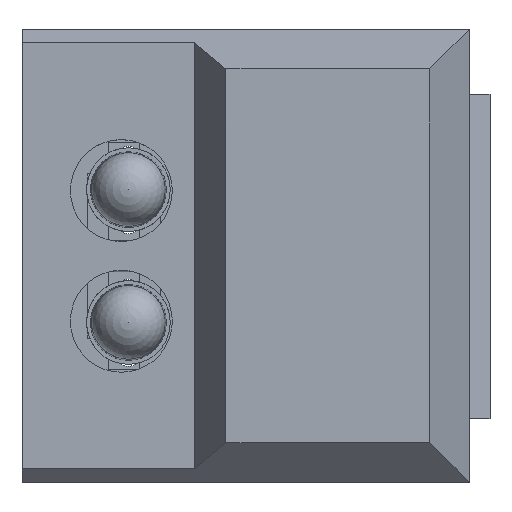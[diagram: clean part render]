
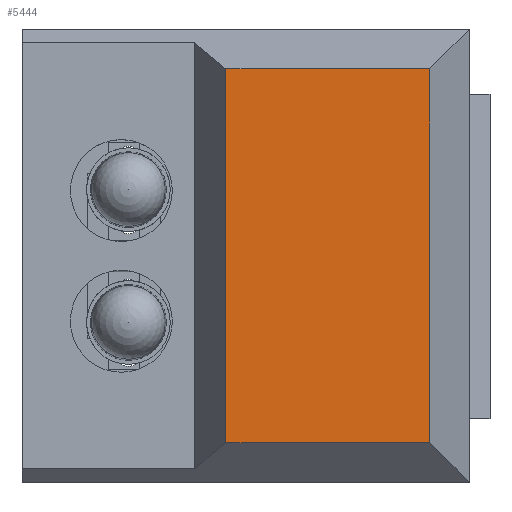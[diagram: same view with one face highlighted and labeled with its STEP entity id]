
A CAD part, top view. The second image highlights one B-rep face of the part: STEP entity #5444.
In plain terms, the highlighted planar face has unit normal (0, 0, 1).
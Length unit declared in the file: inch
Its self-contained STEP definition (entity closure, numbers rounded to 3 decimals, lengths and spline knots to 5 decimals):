
#253=FACE_OUTER_BOUND('',#548,.T.);
#548=EDGE_LOOP('',(#3883,#3884,#3885,#3886));
#989=LINE('',#7908,#1692);
#1001=LINE('',#7930,#1704);
#1002=LINE('',#7933,#1705);
#1003=LINE('',#7934,#1706);
#1692=VECTOR('',#6375,0.3937);
#1704=VECTOR('',#6395,0.3937);
#1705=VECTOR('',#6398,0.3937);
#1706=VECTOR('',#6399,0.3937);
#2347=VERTEX_POINT('',#7905);
#2348=VERTEX_POINT('',#7907);
#2354=VERTEX_POINT('',#7928);
#2355=VERTEX_POINT('',#7932);
#2923=EDGE_CURVE('',#2347,#2348,#989,.T.);
#2935=EDGE_CURVE('',#2354,#2347,#1001,.T.);
#2936=EDGE_CURVE('',#2355,#2354,#1002,.T.);
#2937=EDGE_CURVE('',#2348,#2355,#1003,.T.);
#3883=ORIENTED_EDGE('',*,*,#2923,.F.);
#3884=ORIENTED_EDGE('',*,*,#2935,.F.);
#3885=ORIENTED_EDGE('',*,*,#2936,.F.);
#3886=ORIENTED_EDGE('',*,*,#2937,.F.);
#5191=PLANE('',#5762);
#5444=ADVANCED_FACE('',(#253),#5191,.T.);
#5762=AXIS2_PLACEMENT_3D('',#7931,#6396,#6397);
#6375=DIRECTION('',(-1.,0.,0.));
#6395=DIRECTION('',(0.,-1.,0.));
#6396=DIRECTION('center_axis',(0.,0.,
1.));
#6397=DIRECTION('ref_axis',(0.,1.,0.));
#6398=DIRECTION('',(1.,0.,0.));
#6399=DIRECTION('',(0.,1.,0.));
#7905=CARTESIAN_POINT('',(0.25394,-0.2815,0.53543));
#7907=CARTESIAN_POINT('',(-0.05315,-0.2815,0.53543));
#7908=CARTESIAN_POINT('',(0.20965,-0.2815,0.53543));
#7928=CARTESIAN_POINT('',(0.25394,0.2815,0.53543));
#7930=CARTESIAN_POINT('',(0.25394,0.17028,0.53543));
#7931=CARTESIAN_POINT('Origin',(0.1063,0.,
0.53543));
#7932=CARTESIAN_POINT('',(-0.05315,0.2815,0.53543));
#7933=CARTESIAN_POINT('',(-0.12697,0.2815,0.53543));
#7934=CARTESIAN_POINT('',(-0.05315,-0.17028,0.53543));
